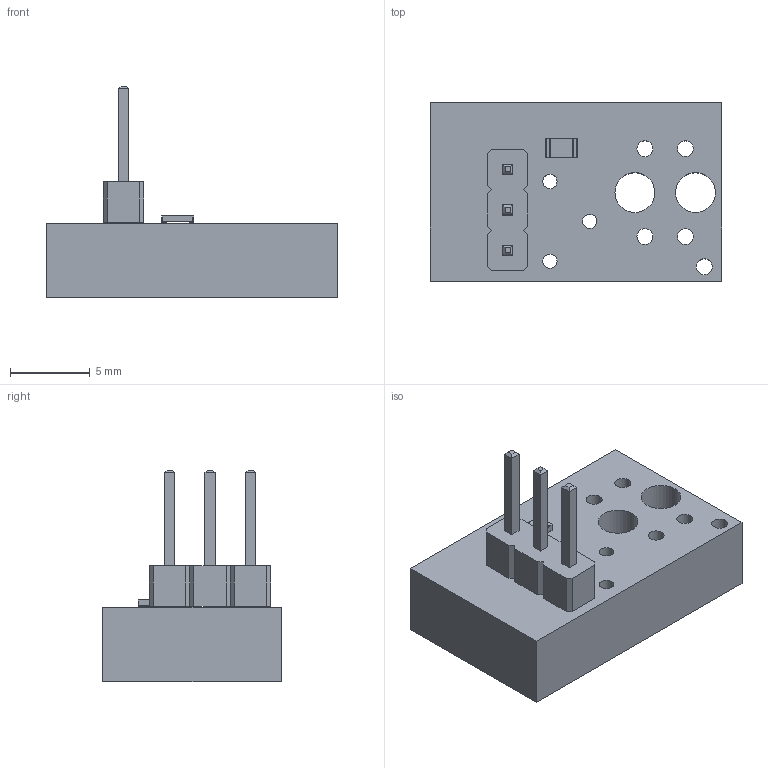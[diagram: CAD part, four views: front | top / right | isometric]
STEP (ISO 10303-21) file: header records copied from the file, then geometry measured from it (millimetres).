
FILE_DESCRIPTION(('KiCad electronic assembly'),'2;1');
FILE_NAME('Carte Mere.step','2022-09-29T09:54:59',('Pcbnew'),('Kicad'), 'Open CASCADE STEP processor 7.6','KiCad to STEP converter','Unknown' );
FILE_SCHEMA(('AUTOMOTIVE_DESIGN { 1 0 10303 214 1 1 1 1 }'));
Length unit declared in the file: millimetre
Products named in the file (6): Carte Mere 1; R_0805_2012Metric; SOLID; PinHeader_1x03_P2.54mm_Vertical; _autosave-Carte Mere PCB
Assembly tree (5 placements, depth 3):
  Carte Mere 1
    R_0805_2012Metric
      SOLID
    PinHeader_1x03_P2.54mm_Vertical
      SOLID
    _autosave-Carte Mere PCB
Bounding box: 18.25 x 11.18 x 13.28 mm (x, y, z)
Volume: 932.2 mm3; surface area: 1044.5 mm2
Topology: 3 solids, 3 shells, 121 faces, 299 edges, 190 vertices
Faces by surface type: bspline 102, cylinder 13, plane 6
Full cylindrical faces by diameter (mm): 0.9 x3, 1 x8, 2.5 x2
Entity records: 7644 total; most frequent: CARTESIAN_POINT 2500, B_SPLINE_CURVE_WITH_KNOTS 712, ORIENTED_EDGE 598, PCURVE 598, DEFINITIONAL_REPRESENTATION 598, EDGE_CURVE 299, SURFACE_CURVE 286, DIRECTION 203
